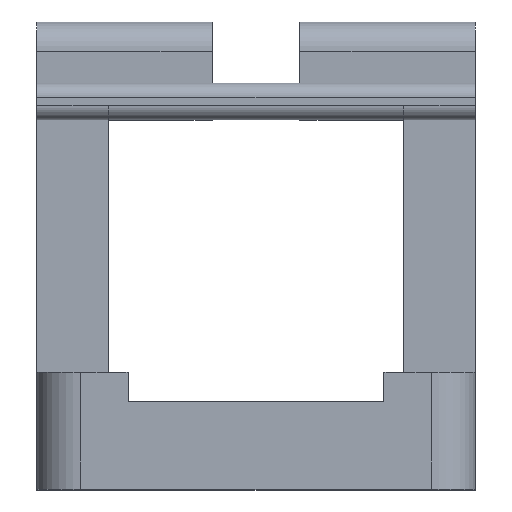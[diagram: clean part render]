
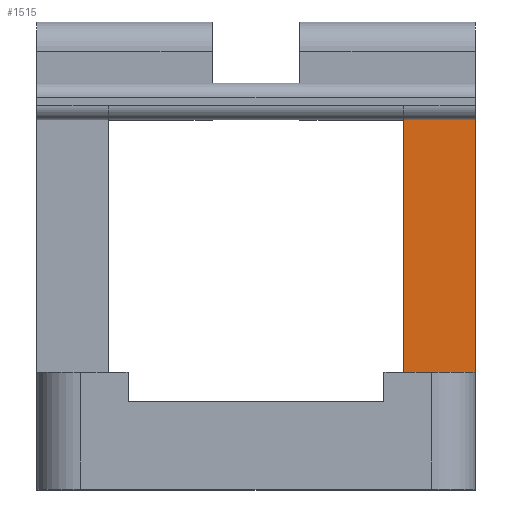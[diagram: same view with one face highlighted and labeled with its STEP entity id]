
A CAD part, top view. The second image highlights one B-rep face of the part: STEP entity #1515.
In plain terms, the highlighted planar face has unit normal (0, 0, 1).
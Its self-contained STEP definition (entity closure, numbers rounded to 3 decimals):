
#32 = PLANE('',#33);
#33 = AXIS2_PLACEMENT_3D('',#34,#35,#36);
#34 = CARTESIAN_POINT('',(15.,32.,-15.));
#35 = DIRECTION('',(1.,0.,0.));
#36 = DIRECTION('',(0.,-1.,0.));
#315 = VERTEX_POINT('',#316);
#316 = CARTESIAN_POINT('',(15.,25.3,-8.8));
#329 = PLANE('',#330);
#330 = AXIS2_PLACEMENT_3D('',#331,#332,#333);
#331 = CARTESIAN_POINT('',(53.673,25.3,-8.8));
#332 = DIRECTION('',(0.,1.,0.));
#333 = DIRECTION('',(0.,0.,1.));
#340 = EDGE_CURVE('',#341,#315,#343,.T.);
#341 = VERTEX_POINT('',#342);
#342 = CARTESIAN_POINT('',(15.,8.,-8.8));
#343 = SURFACE_CURVE('',#344,(#348,#354),.PCURVE_S1.);
#344 = LINE('',#345,#346);
#345 = CARTESIAN_POINT('',(15.,20.,-8.8));
#346 = VECTOR('',#347,1.);
#347 = DIRECTION('',(0.,1.,0.));
#348 = PCURVE('',#32,#349);
#349 = DEFINITIONAL_REPRESENTATION('',(#350),#353);
#350 = B_SPLINE_CURVE_WITH_KNOTS('',1,(#351,#352),.UNSPECIFIED.,.F.,.F.,
  (2,2),(-12.,5.3),.PIECEWISE_BEZIER_KNOTS.);
#351 = CARTESIAN_POINT('',(24.,-6.2));
#352 = CARTESIAN_POINT('',(6.7,-6.2));
#353 = ( GEOMETRIC_REPRESENTATION_CONTEXT(2) 
PARAMETRIC_REPRESENTATION_CONTEXT() REPRESENTATION_CONTEXT('2D SPACE',''
  ) );
#354 = PCURVE('',#355,#360);
#355 = PLANE('',#356);
#356 = AXIS2_PLACEMENT_3D('',#357,#358,#359);
#357 = CARTESIAN_POINT('',(53.673,8.,-8.8));
#358 = DIRECTION('',(0.,0.,-1.));
#359 = DIRECTION('',(0.,1.,0.));
#360 = DEFINITIONAL_REPRESENTATION('',(#361),#364);
#361 = B_SPLINE_CURVE_WITH_KNOTS('',1,(#362,#363),.UNSPECIFIED.,.F.,.F.,
  (2,2),(-12.,5.3),.PIECEWISE_BEZIER_KNOTS.);
#362 = CARTESIAN_POINT('',(0.,-38.673));
#363 = CARTESIAN_POINT('',(17.3,-38.673));
#364 = ( GEOMETRIC_REPRESENTATION_CONTEXT(2) 
PARAMETRIC_REPRESENTATION_CONTEXT() REPRESENTATION_CONTEXT('2D SPACE',''
  ) );
#381 = PLANE('',#382);
#382 = AXIS2_PLACEMENT_3D('',#383,#384,#385);
#383 = CARTESIAN_POINT('',(53.673,8.,15.));
#384 = DIRECTION('',(0.,-1.,0.));
#385 = DIRECTION('',(0.,0.,-1.));
#1351 = PLANE('',#1352);
#1352 = AXIS2_PLACEMENT_3D('',#1353,#1354,#1355);
#1353 = CARTESIAN_POINT('',(10.1,25.3,-15.));
#1354 = DIRECTION('',(1.,0.,0.));
#1355 = DIRECTION('',(0.,-1.,0.));
#1416 = VERTEX_POINT('',#1417);
#1417 = CARTESIAN_POINT('',(10.1,8.,-8.8));
#1443 = EDGE_CURVE('',#341,#1416,#1444,.T.);
#1444 = SURFACE_CURVE('',#1445,(#1449,#1456),.PCURVE_S1.);
#1445 = LINE('',#1446,#1447);
#1446 = CARTESIAN_POINT('',(53.673,8.,-8.8));
#1447 = VECTOR('',#1448,1.);
#1448 = DIRECTION('',(-1.,0.,0.));
#1449 = PCURVE('',#381,#1450);
#1450 = DEFINITIONAL_REPRESENTATION('',(#1451),#1455);
#1451 = LINE('',#1452,#1453);
#1452 = CARTESIAN_POINT('',(23.8,0.));
#1453 = VECTOR('',#1454,1.);
#1454 = DIRECTION('',(0.,-1.));
#1455 = ( GEOMETRIC_REPRESENTATION_CONTEXT(2) 
PARAMETRIC_REPRESENTATION_CONTEXT() REPRESENTATION_CONTEXT('2D SPACE',''
  ) );
#1456 = PCURVE('',#355,#1457);
#1457 = DEFINITIONAL_REPRESENTATION('',(#1458),#1462);
#1458 = LINE('',#1459,#1460);
#1459 = CARTESIAN_POINT('',(0.,0.));
#1460 = VECTOR('',#1461,1.);
#1461 = DIRECTION('',(0.,-1.));
#1462 = ( GEOMETRIC_REPRESENTATION_CONTEXT(2) 
PARAMETRIC_REPRESENTATION_CONTEXT() REPRESENTATION_CONTEXT('2D SPACE',''
  ) );
#1515 = ADVANCED_FACE('',(#1516),#355,.F.);
#1516 = FACE_BOUND('',#1517,.F.);
#1517 = EDGE_LOOP('',(#1518,#1519,#1540,#1561));
#1518 = ORIENTED_EDGE('',*,*,#1443,.T.);
#1519 = ORIENTED_EDGE('',*,*,#1520,.T.);
#1520 = EDGE_CURVE('',#1416,#1521,#1523,.T.);
#1521 = VERTEX_POINT('',#1522);
#1522 = CARTESIAN_POINT('',(10.1,25.3,-8.8));
#1523 = SURFACE_CURVE('',#1524,(#1528,#1534),.PCURVE_S1.);
#1524 = LINE('',#1525,#1526);
#1525 = CARTESIAN_POINT('',(10.1,16.65,-8.8));
#1526 = VECTOR('',#1527,1.);
#1527 = DIRECTION('',(0.,1.,0.));
#1528 = PCURVE('',#355,#1529);
#1529 = DEFINITIONAL_REPRESENTATION('',(#1530),#1533);
#1530 = B_SPLINE_CURVE_WITH_KNOTS('',1,(#1531,#1532),.UNSPECIFIED.,.F.,
  .F.,(2,2),(-8.65,8.65),.PIECEWISE_BEZIER_KNOTS.);
#1531 = CARTESIAN_POINT('',(0.,-43.573));
#1532 = CARTESIAN_POINT('',(17.3,-43.573));
#1533 = ( GEOMETRIC_REPRESENTATION_CONTEXT(2) 
PARAMETRIC_REPRESENTATION_CONTEXT() REPRESENTATION_CONTEXT('2D SPACE',''
  ) );
#1534 = PCURVE('',#1351,#1535);
#1535 = DEFINITIONAL_REPRESENTATION('',(#1536),#1539);
#1536 = B_SPLINE_CURVE_WITH_KNOTS('',1,(#1537,#1538),.UNSPECIFIED.,.F.,
  .F.,(2,2),(-8.65,8.65),.PIECEWISE_BEZIER_KNOTS.);
#1537 = CARTESIAN_POINT('',(17.3,-6.2));
#1538 = CARTESIAN_POINT('',(0.,-6.2));
#1539 = ( GEOMETRIC_REPRESENTATION_CONTEXT(2) 
PARAMETRIC_REPRESENTATION_CONTEXT() REPRESENTATION_CONTEXT('2D SPACE',''
  ) );
#1540 = ORIENTED_EDGE('',*,*,#1541,.F.);
#1541 = EDGE_CURVE('',#315,#1521,#1542,.T.);
#1542 = SURFACE_CURVE('',#1543,(#1547,#1554),.PCURVE_S1.);
#1543 = LINE('',#1544,#1545);
#1544 = CARTESIAN_POINT('',(53.673,25.3,-8.8));
#1545 = VECTOR('',#1546,1.);
#1546 = DIRECTION('',(-1.,0.,0.));
#1547 = PCURVE('',#355,#1548);
#1548 = DEFINITIONAL_REPRESENTATION('',(#1549),#1553);
#1549 = LINE('',#1550,#1551);
#1550 = CARTESIAN_POINT('',(17.3,0.));
#1551 = VECTOR('',#1552,1.);
#1552 = DIRECTION('',(0.,-1.));
#1553 = ( GEOMETRIC_REPRESENTATION_CONTEXT(2) 
PARAMETRIC_REPRESENTATION_CONTEXT() REPRESENTATION_CONTEXT('2D SPACE',''
  ) );
#1554 = PCURVE('',#329,#1555);
#1555 = DEFINITIONAL_REPRESENTATION('',(#1556),#1560);
#1556 = LINE('',#1557,#1558);
#1557 = CARTESIAN_POINT('',(0.,0.));
#1558 = VECTOR('',#1559,1.);
#1559 = DIRECTION('',(0.,-1.));
#1560 = ( GEOMETRIC_REPRESENTATION_CONTEXT(2) 
PARAMETRIC_REPRESENTATION_CONTEXT() REPRESENTATION_CONTEXT('2D SPACE',''
  ) );
#1561 = ORIENTED_EDGE('',*,*,#340,.F.);
